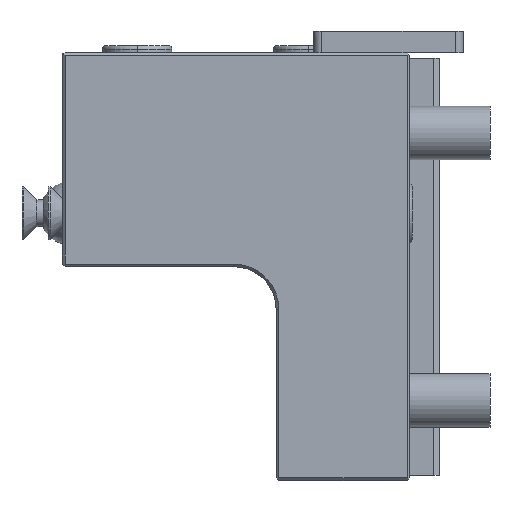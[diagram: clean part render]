
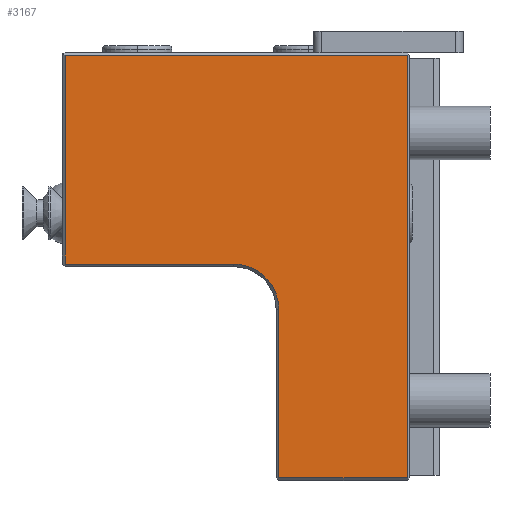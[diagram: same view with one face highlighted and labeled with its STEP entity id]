
A CAD part, front view. The second image highlights one B-rep face of the part: STEP entity #3167.
In plain terms, the highlighted planar face has unit normal (0, -1, 0).
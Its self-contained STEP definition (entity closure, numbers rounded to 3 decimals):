
#600=DIRECTION('',(0.,0.,-1.));
#601=VECTOR('',#600,31.5);
#602=CARTESIAN_POINT('',(-24.5,-40.,
-8.));
#603=LINE('',#602,#601);
#604=CARTESIAN_POINT('',(-33.,-40.,-8.));
#605=DIRECTION('',(0.,1.,0.));
#606=DIRECTION('',(0.,0.,1.));
#607=AXIS2_PLACEMENT_3D('',#604,#605,#606);
#609=DIRECTION('',(1.,0.,0.));
#610=VECTOR('',#609,31.5);
#611=CARTESIAN_POINT('',(-64.5,-40.,0.5));
#612=LINE('',#611,#610);
#613=DIRECTION('',(0.,0.,-1.));
#614=VECTOR('',#613,39.);
#615=CARTESIAN_POINT('',(-64.5,-40.,39.5));
#616=LINE('',#615,#614);
#617=DIRECTION('',(1.,0.,0.));
#618=VECTOR('',#617,64.);
#619=CARTESIAN_POINT('',(-64.5,-40.,39.5));
#620=LINE('',#619,#618);
#621=DIRECTION('',(0.,0.,-1.));
#622=VECTOR('',#621,79.);
#623=CARTESIAN_POINT('',(-0.5,-40.,39.5));
#624=LINE('',#623,#622);
#625=DIRECTION('',(-1.,0.,0.));
#626=VECTOR('',#625,24.);
#627=CARTESIAN_POINT('',(-0.5,-40.,-39.5));
#628=LINE('',#627,#626);
#1895=CARTESIAN_POINT('',(-24.5,-40.,
-8.));
#1896=CARTESIAN_POINT('',(-24.5,-40.,-39.5));
#1897=VERTEX_POINT('',#1895);
#1898=VERTEX_POINT('',#1896);
#1899=CARTESIAN_POINT('',(-64.5,-40.,0.5));
#1900=CARTESIAN_POINT('',(-33.,-40.,
0.5));
#1901=VERTEX_POINT('',#1899);
#1902=VERTEX_POINT('',#1900);
#1907=CARTESIAN_POINT('',(-64.5,-40.,39.5));
#1908=VERTEX_POINT('',#1907);
#1939=CARTESIAN_POINT('',(-0.5,-40.,39.5));
#1940=CARTESIAN_POINT('',(-0.5,-40.,-39.5));
#1941=VERTEX_POINT('',#1939);
#1942=VERTEX_POINT('',#1940);
#3151=CARTESIAN_POINT('',(-65.,-40.,-40.));
#3152=DIRECTION('',(0.,-1.,0.));
#3153=DIRECTION('',(1.,0.,0.));
#3154=AXIS2_PLACEMENT_3D('',#3151,#3152,#3153);
#3155=PLANE('',#3154);
#3156=ORIENTED_EDGE('',*,*,#3129,.F.);
#3157=ORIENTED_EDGE('',*,*,#3141,.F.);
#3159=ORIENTED_EDGE('',*,*,#3158,.F.);
#3161=ORIENTED_EDGE('',*,*,#3160,.F.);
#3162=ORIENTED_EDGE('',*,*,#3050,.T.);
#3163=ORIENTED_EDGE('',*,*,#3071,.T.);
#3164=ORIENTED_EDGE('',*,*,#3113,.T.);
#3165=EDGE_LOOP('',(#3156,#3157,#3159,#3161,#3162,#3163,#3164));
#3166=FACE_OUTER_BOUND('',#3165,.F.);
#3167=ADVANCED_FACE('',(#3166),#3155,.T.);
#608=CIRCLE('',#607,8.5);
#3050=EDGE_CURVE('',#1908,#1941,#620,.T.);
#3071=EDGE_CURVE('',#1941,#1942,#624,.T.);
#3113=EDGE_CURVE('',#1942,#1898,#628,.T.);
#3129=EDGE_CURVE('',#1897,#1898,#603,.T.);
#3141=EDGE_CURVE('',#1902,#1897,#608,.T.);
#3158=EDGE_CURVE('',#1901,#1902,#612,.T.);
#3160=EDGE_CURVE('',#1908,#1901,#616,.T.);
